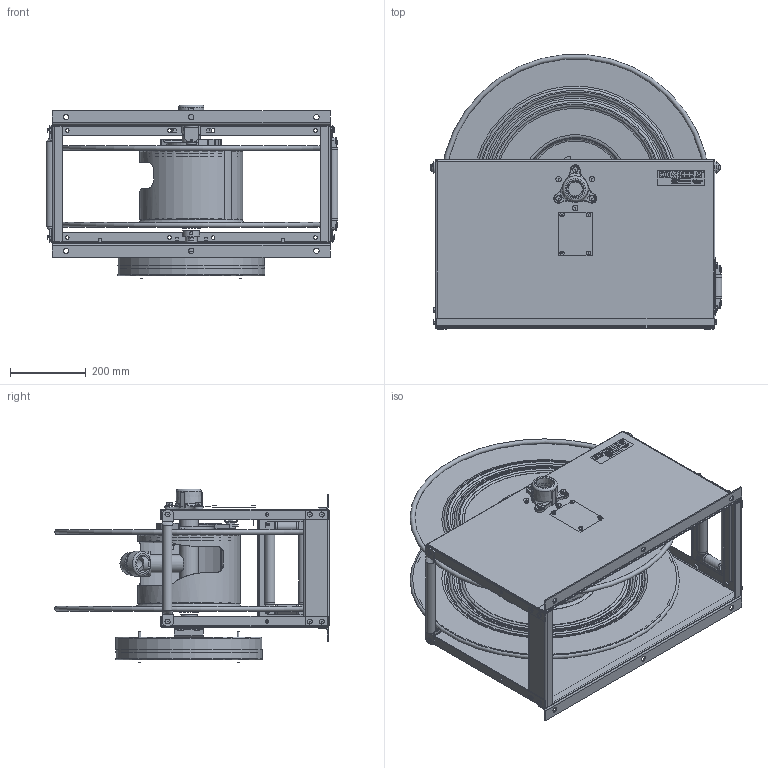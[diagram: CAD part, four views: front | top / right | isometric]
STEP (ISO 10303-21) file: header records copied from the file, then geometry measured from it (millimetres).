
FILE_DESCRIPTION((''),'2;1');
FILE_NAME('SLPL-750_SHARED.stp','2012-02-06T09:20:17',('JKucera'),(''),'Autodesk Inventor 2012','Autodesk Inventor 2012','');
FILE_SCHEMA(('AUTOMOTIVE_DESIGN { 1 0 10303 214 1 1 1 1 }'));
Length unit declared in the file: inch
Products named in the file (1): SLPL-750_SHARED
Bounding box: 770.61 x 724.7 x 458.85 mm (x, y, z)
Surface area: 4532795 mm2 (no closed solid volume)
Topology: 0 solids, 183 shells, 409 faces, 3648 edges, 3360 vertices
Faces by surface type: plane 241, cylinder 93, torus 52, bspline 16, sphere 4, cone 3
Full cylindrical faces by diameter (mm): 6.35 x4, 7.938 x7, 12.7 x2, 14.288 x2, 25.4 x16, 31.648 x1, 38.1 x2, 43.966 x1, 44.323 x1, 48.26 x2, 387.096 x1, 388.62 x1
Entity records: 37995 total; most frequent: CARTESIAN_POINT 12326, DIRECTION 4307, ORIENTED_EDGE 3875, EDGE_CURVE 3537, VERTEX_POINT 3339, VECTOR 1665, LINE 1665, AXIS2_PLACEMENT_3D 1321
